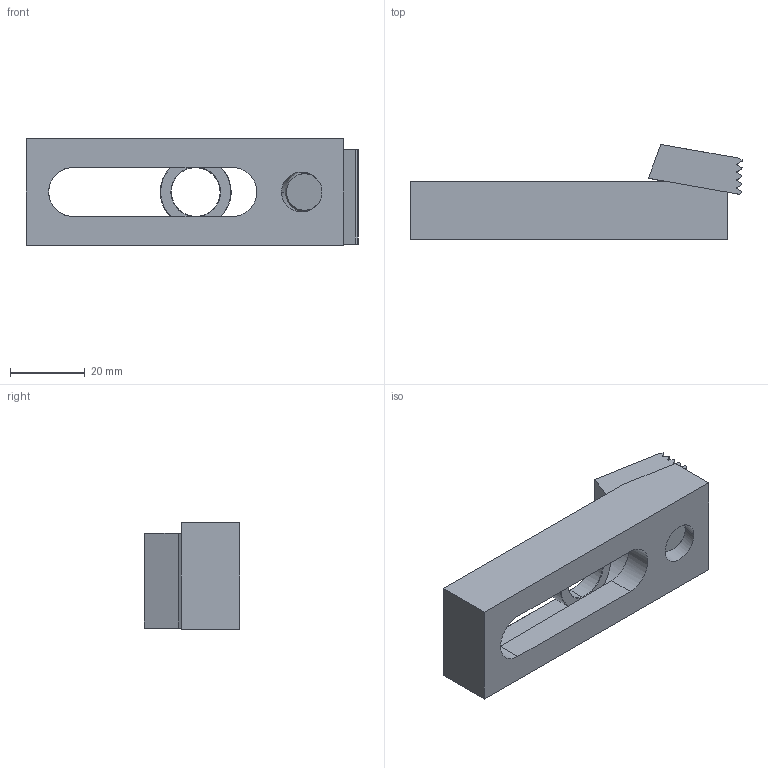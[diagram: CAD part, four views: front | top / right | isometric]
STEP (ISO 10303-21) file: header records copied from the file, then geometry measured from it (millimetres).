
FILE_DESCRIPTION (( 'STEP AP214' ), '1' );
FILE_NAME ('23155.STEP', '2020-07-09T14:44:30', ( 'Mike W' ), ( '' ), 'SwSTEP 2.0', 'SolidWorks 2018', '' );
FILE_SCHEMA (( 'AUTOMOTIVE_DESIGN' ));
Length unit declared in the file: inch
Products named in the file (5): 23155; 10372_10372; 21016_21016; 20014_20014 ; MF BASES, All Without Steps_23155
Assembly tree (4 placements, depth 2):
  23155
    MF BASES, All Without Steps_23155
    10372_10372
    21016_21016
    20014_20014 
Bounding box: 89.12 x 25.51 x 28.57 mm (x, y, z)
Volume: 27649 mm3; surface area: 14102.2 mm2
Topology: 4 solids, 4 shells, 110 faces, 264 edges, 166 vertices
Faces by surface type: plane 47, cylinder 32, cone 26, bspline 3, sphere 2
Entity records: 5017 total; most frequent: CARTESIAN_POINT 2297, ORIENTED_EDGE 528, DIRECTION 502, EDGE_CURVE 264, AXIS2_PLACEMENT_3D 177, VERTEX_POINT 166, VECTOR 148, LINE 148
